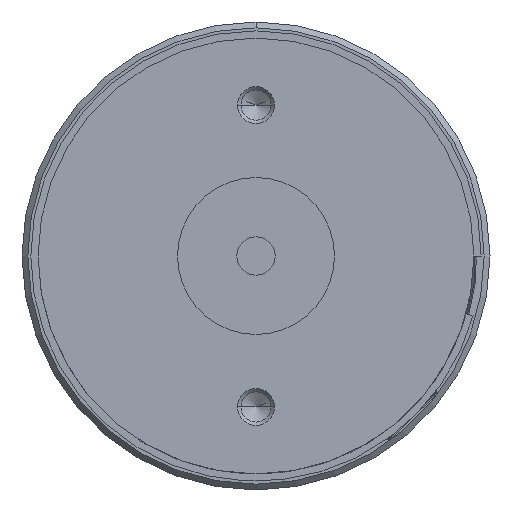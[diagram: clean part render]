
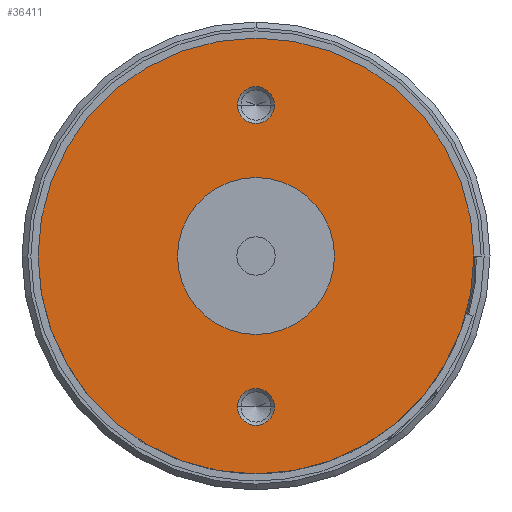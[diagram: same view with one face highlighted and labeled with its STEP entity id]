
A CAD part, front view. The second image highlights one B-rep face of the part: STEP entity #36411.
In plain terms, the highlighted face is planar.
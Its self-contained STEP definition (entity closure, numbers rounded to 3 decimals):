
#138 = DIRECTION ( 'NONE',  ( 1., 0., 0. ) ) ;
#335 = CARTESIAN_POINT ( 'NONE',  ( 57., 12.5, 0. ) ) ;
#2567 = CARTESIAN_POINT ( 'NONE',  ( 57., 12.5, 1.525 ) ) ;
#4703 = DIRECTION ( 'NONE',  ( 0., 0., -1. ) ) ;
#5899 = EDGE_LOOP ( 'NONE', ( #42680, #16980 ) ) ;
#5967 = DIRECTION ( 'NONE',  ( 1., 0., 0. ) ) ;
#6772 = CARTESIAN_POINT ( 'NONE',  ( 57., -12.5, 1.525 ) ) ;
#7703 = EDGE_CURVE ( 'NONE', #48939, #58461, #9859, .T. ) ;
#8309 = DIRECTION ( 'NONE',  ( 0., 0., -1. ) ) ;
#8786 = VERTEX_POINT ( 'NONE', #6772 ) ;
#9474 = DIRECTION ( 'NONE',  ( 0., 0., -1. ) ) ;
#9611 = DIRECTION ( 'NONE',  ( 0., 0., -1. ) ) ;
#9859 = CIRCLE ( 'NONE', #47082, 6.5 ) ;
#10702 = CIRCLE ( 'NONE', #21079, 18.05 ) ;
#11008 = CIRCLE ( 'NONE', #15283, 1.525 ) ;
#11901 = EDGE_CURVE ( 'NONE', #19253, #8786, #11008, .T. ) ;
#12230 = CIRCLE ( 'NONE', #37938, 1.525 ) ;
#12971 = VERTEX_POINT ( 'NONE', #18817 ) ;
#13957 = CARTESIAN_POINT ( 'NONE',  ( 57., 0., -18.05 ) ) ;
#15283 = AXIS2_PLACEMENT_3D ( 'NONE', #18012, #27523, #9474 ) ;
#15617 = EDGE_CURVE ( 'NONE', #49173, #46976, #54720, .T. ) ;
#16980 = ORIENTED_EDGE ( 'NONE', *, *, #20894, .T. ) ;
#17242 = PLANE ( 'NONE',  #58475 ) ;
#18012 = CARTESIAN_POINT ( 'NONE',  ( 57., -12.5, 0. ) ) ;
#18807 = AXIS2_PLACEMENT_3D ( 'NONE', #41231, #49584, #23050 ) ;
#18817 = CARTESIAN_POINT ( 'NONE',  ( 57., 0., 18.05 ) ) ;
#19253 = VERTEX_POINT ( 'NONE', #47151 ) ;
#20894 = EDGE_CURVE ( 'NONE', #26070, #12971, #56745, .T. ) ;
#21000 = CARTESIAN_POINT ( 'NONE',  ( 57., 12.5, -1.525 ) ) ;
#21079 = AXIS2_PLACEMENT_3D ( 'NONE', #27070, #58739, #9611 ) ;
#21096 = ORIENTED_EDGE ( 'NONE', *, *, #51396, .F. ) ;
#21214 = ORIENTED_EDGE ( 'NONE', *, *, #41660, .F. ) ;
#22534 = EDGE_LOOP ( 'NONE', ( #21214, #23519 ) ) ;
#23050 = DIRECTION ( 'NONE',  ( 0., 0., -1. ) ) ;
#23519 = ORIENTED_EDGE ( 'NONE', *, *, #15617, .F. ) ;
#25142 = ORIENTED_EDGE ( 'NONE', *, *, #7703, .F. ) ;
#25474 = AXIS2_PLACEMENT_3D ( 'NONE', #57745, #30626, #52416 ) ;
#26027 = AXIS2_PLACEMENT_3D ( 'NONE', #335, #138, #4703 ) ;
#26070 = VERTEX_POINT ( 'NONE', #13957 ) ;
#26241 = CARTESIAN_POINT ( 'NONE',  ( 57., 12.5, 0. ) ) ;
#27070 = CARTESIAN_POINT ( 'NONE',  ( 57., 0., 0. ) ) ;
#27523 = DIRECTION ( 'NONE',  ( 1., 0., 0. ) ) ;
#27579 = CARTESIAN_POINT ( 'NONE',  ( 57., 0., 0. ) ) ;
#30626 = DIRECTION ( 'NONE',  ( 1., 0., 0. ) ) ;
#31623 = EDGE_CURVE ( 'NONE', #12971, #26070, #10702, .T. ) ;
#32987 = EDGE_LOOP ( 'NONE', ( #25142, #21096 ) ) ;
#33102 = CARTESIAN_POINT ( 'NONE',  ( 57., -12.5, 0. ) ) ;
#35431 = CARTESIAN_POINT ( 'NONE',  ( 57., 0., 0. ) ) ;
#35912 = FACE_BOUND ( 'NONE', #32987, .T. ) ;
#36411 = ADVANCED_FACE ( 'NONE', ( #38058, #38748, #35912, #56469 ), #17242, .T. ) ;
#36684 = DIRECTION ( 'NONE',  ( 1., 0., 0. ) ) ;
#36829 = CARTESIAN_POINT ( 'NONE',  ( 57., 0., 6.5 ) ) ;
#37659 = ORIENTED_EDGE ( 'NONE', *, *, #54318, .F. ) ;
#37938 = AXIS2_PLACEMENT_3D ( 'NONE', #33102, #5967, #47386 ) ;
#38058 = FACE_BOUND ( 'NONE', #22534, .T. ) ;
#38748 = FACE_BOUND ( 'NONE', #51811, .T. ) ;
#40198 = DIRECTION ( 'NONE',  ( 1., 0., 0. ) ) ;
#40536 = CIRCLE ( 'NONE', #26027, 1.525 ) ;
#41231 = CARTESIAN_POINT ( 'NONE',  ( 57., 0., 0. ) ) ;
#41660 = EDGE_CURVE ( 'NONE', #46976, #49173, #40536, .T. ) ;
#42205 = CIRCLE ( 'NONE', #18807, 6.5 ) ;
#42680 = ORIENTED_EDGE ( 'NONE', *, *, #31623, .T. ) ;
#43749 = CARTESIAN_POINT ( 'NONE',  ( 57., 0., -6.5 ) ) ;
#46889 = AXIS2_PLACEMENT_3D ( 'NONE', #26241, #53360, #48442 ) ;
#46976 = VERTEX_POINT ( 'NONE', #21000 ) ;
#47082 = AXIS2_PLACEMENT_3D ( 'NONE', #27579, #36684, #54707 ) ;
#47151 = CARTESIAN_POINT ( 'NONE',  ( 57., -12.5, -1.525 ) ) ;
#47386 = DIRECTION ( 'NONE',  ( 0., 0., -1. ) ) ;
#48442 = DIRECTION ( 'NONE',  ( 0., 0., -1. ) ) ;
#48939 = VERTEX_POINT ( 'NONE', #36829 ) ;
#49173 = VERTEX_POINT ( 'NONE', #2567 ) ;
#49584 = DIRECTION ( 'NONE',  ( 1., 0., 0. ) ) ;
#49777 = ORIENTED_EDGE ( 'NONE', *, *, #11901, .F. ) ;
#51396 = EDGE_CURVE ( 'NONE', #58461, #48939, #42205, .T. ) ;
#51811 = EDGE_LOOP ( 'NONE', ( #49777, #37659 ) ) ;
#52416 = DIRECTION ( 'NONE',  ( 0., 0., -1. ) ) ;
#53360 = DIRECTION ( 'NONE',  ( 1., 0., 0. ) ) ;
#54318 = EDGE_CURVE ( 'NONE', #8786, #19253, #12230, .T. ) ;
#54707 = DIRECTION ( 'NONE',  ( 0., 0., -1. ) ) ;
#54720 = CIRCLE ( 'NONE', #46889, 1.525 ) ;
#56469 = FACE_OUTER_BOUND ( 'NONE', #5899, .T. ) ;
#56745 = CIRCLE ( 'NONE', #25474, 18.05 ) ;
#57745 = CARTESIAN_POINT ( 'NONE',  ( 57., 0., 0. ) ) ;
#58461 = VERTEX_POINT ( 'NONE', #43749 ) ;
#58475 = AXIS2_PLACEMENT_3D ( 'NONE', #35431, #40198, #8309 ) ;
#58739 = DIRECTION ( 'NONE',  ( 1., 0., 0. ) ) ;
